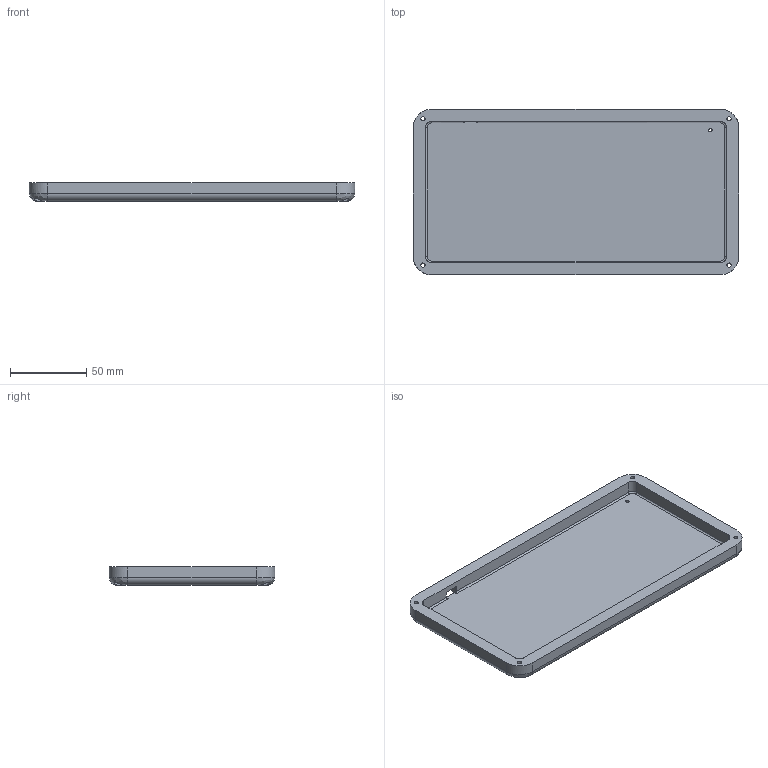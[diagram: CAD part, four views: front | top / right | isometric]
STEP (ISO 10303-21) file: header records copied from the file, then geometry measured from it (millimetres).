
FILE_DESCRIPTION(/* description */ (''),/* implementation_level */ '2;1');
FILE_NAME(/* name */ 'ortho4x10tkl-bottom-cnc.step',/* time_stamp */ '2024-08-11T17:00:31-07:00',/* author */ (''),/* organization */ (''),/* preprocessor_version */ 'ST-DEVELOPER v20',/* originating_system */ 'Autodesk Translation Framework v12.20.1.177',/* authorisation */ '');
FILE_SCHEMA (('AUTOMOTIVE_DESIGN { 1 0 10303 214 3 1 1 }'));
Length unit declared in the file: millimetre
Products named in the file (2): Ortho4x10TKL-version2; BottomComponent
Assembly tree (1 placements, depth 2):
  Ortho4x10TKL-version2
    BottomComponent
Bounding box: 213.26 x 108.49 x 12 mm (x, y, z)
Volume: 107363.7 mm3; surface area: 57672.2 mm2
Topology: 1 solids, 1 shells, 100 faces, 238 edges, 136 vertices
Faces by surface type: plane 50, cylinder 23, bspline 21, cone 4, sphere 2
Full cylindrical faces by diameter (mm): 2.75 x4
Entity records: 3566 total; most frequent: CARTESIAN_POINT 1356, ORIENTED_EDGE 476, DIRECTION 404, EDGE_CURVE 238, AXIS2_PLACEMENT_3D 158, VERTEX_POINT 136, EDGE_LOOP 108, FACE_OUTER_BOUND 100
